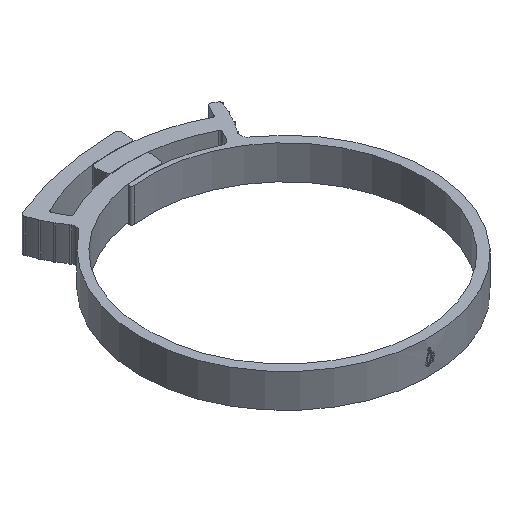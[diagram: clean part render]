
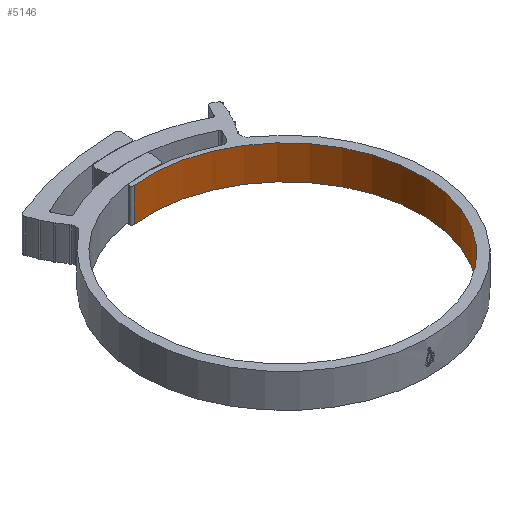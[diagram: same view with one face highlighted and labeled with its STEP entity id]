
A CAD part, isometric view. The second image highlights one B-rep face of the part: STEP entity #5146.
In plain terms, the highlighted cylindrical face has radius 37.75 mm (diameter 75.5 mm), a partial arc.
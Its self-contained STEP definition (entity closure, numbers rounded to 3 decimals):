
#70 = DIRECTION ( 'NONE',  ( 0., 0., -1. ) ) ;
#204 = CARTESIAN_POINT ( 'NONE',  ( 0., 0., -4.7 ) ) ;
#365 = VERTEX_POINT ( 'NONE', #790 ) ;
#393 = CARTESIAN_POINT ( 'NONE',  ( -37.75, 0., 4.7 ) ) ;
#615 = AXIS2_PLACEMENT_3D ( 'NONE', #3305, #6347, #3269 ) ;
#790 = CARTESIAN_POINT ( 'NONE',  ( -37.75, 0., 4.7 ) ) ;
#1097 = EDGE_CURVE ( 'NONE', #1968, #365, #2070, .T. ) ;
#1279 = CARTESIAN_POINT ( 'NONE',  ( -37.75, 0., -4.7 ) ) ;
#1306 = EDGE_CURVE ( 'NONE', #365, #1634, #4974, .T. ) ;
#1584 = ORIENTED_EDGE ( 'NONE', *, *, #1097, .F. ) ;
#1634 = VERTEX_POINT ( 'NONE', #1279 ) ;
#1968 = VERTEX_POINT ( 'NONE', #4528 ) ;
#2070 = CIRCLE ( 'NONE', #5592, 37.75 ) ;
#2101 = VERTEX_POINT ( 'NONE', #5053 ) ;
#2163 = DIRECTION ( 'NONE',  ( -1., 0., 0. ) ) ;
#2401 = ORIENTED_EDGE ( 'NONE', *, *, #1306, .F. ) ;
#2411 = AXIS2_PLACEMENT_3D ( 'NONE', #204, #70, #2163 ) ;
#2749 = EDGE_LOOP ( 'NONE', ( #5557, #2401, #1584, #4651 ) ) ;
#2906 = DIRECTION ( 'NONE',  ( -1., 0., 0. ) ) ;
#2937 = EDGE_CURVE ( 'NONE', #1968, #2101, #5311, .T. ) ;
#2975 = DIRECTION ( 'NONE',  ( 0., 0., -1. ) ) ;
#3152 = VECTOR ( 'NONE', #5473, 1000. ) ;
#3177 = CIRCLE ( 'NONE', #2411, 37.75 ) ;
#3269 = DIRECTION ( 'NONE',  ( -1., 0., 0. ) ) ;
#3305 = CARTESIAN_POINT ( 'NONE',  ( 0., 0., 4.7 ) ) ;
#4308 = CARTESIAN_POINT ( 'NONE',  ( -4.7, 37.456, 4.7 ) ) ;
#4491 = EDGE_CURVE ( 'NONE', #2101, #1634, #3177, .T. ) ;
#4528 = CARTESIAN_POINT ( 'NONE',  ( -4.7, 37.456, 4.7 ) ) ;
#4651 = ORIENTED_EDGE ( 'NONE', *, *, #2937, .T. ) ;
#4841 = DIRECTION ( 'NONE',  ( 0., 0., -1. ) ) ;
#4974 = LINE ( 'NONE', #393, #3152 ) ;
#5053 = CARTESIAN_POINT ( 'NONE',  ( -4.7, 37.456, -4.7 ) ) ;
#5146 = ADVANCED_FACE ( 'NONE', ( #6385 ), #5888, .F. ) ;
#5311 = LINE ( 'NONE', #4308, #6036 ) ;
#5473 = DIRECTION ( 'NONE',  ( 0., 0., -1. ) ) ;
#5557 = ORIENTED_EDGE ( 'NONE', *, *, #4491, .T. ) ;
#5592 = AXIS2_PLACEMENT_3D ( 'NONE', #6535, #2975, #2906 ) ;
#5888 = CYLINDRICAL_SURFACE ( 'NONE', #615, 37.75 ) ;
#6036 = VECTOR ( 'NONE', #4841, 1000. ) ;
#6347 = DIRECTION ( 'NONE',  ( 0., 0., -1. ) ) ;
#6385 = FACE_OUTER_BOUND ( 'NONE', #2749, .T. ) ;
#6535 = CARTESIAN_POINT ( 'NONE',  ( 0., 0., 4.7 ) ) ;
